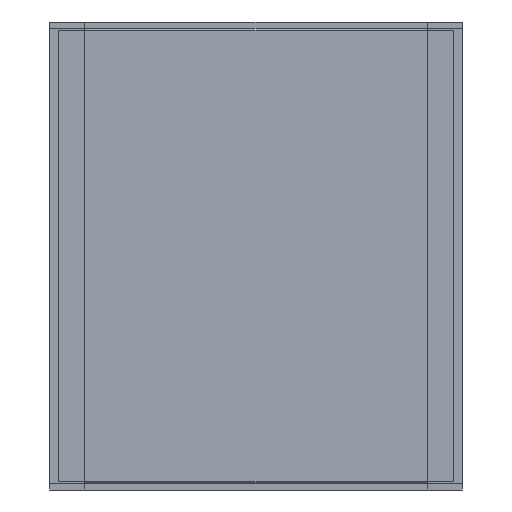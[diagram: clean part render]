
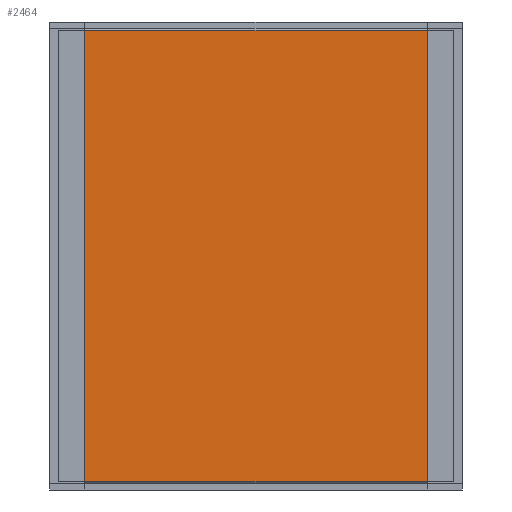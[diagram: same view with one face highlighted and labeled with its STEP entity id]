
A CAD part, front view. The second image highlights one B-rep face of the part: STEP entity #2464.
In plain terms, the highlighted planar face has unit normal (0, -1, 0).
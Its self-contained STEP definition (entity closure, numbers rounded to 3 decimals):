
#634 = VERTEX_POINT('',#635);
#635 = CARTESIAN_POINT('',(-41.5,-50.,-54.75));
#707 = VERTEX_POINT('',#708);
#708 = CARTESIAN_POINT('',(-41.5,-50.,54.75));
#750 = PLANE('',#751);
#751 = AXIS2_PLACEMENT_3D('',#752,#753,#754);
#752 = CARTESIAN_POINT('',(-50.,-50.,-56.75));
#753 = DIRECTION('',(0.,1.,0.));
#754 = DIRECTION('',(0.,0.,1.));
#1555 = PLANE('',#1556);
#1556 = AXIS2_PLACEMENT_3D('',#1557,#1558,#1559);
#1557 = CARTESIAN_POINT('',(-50.,-49.,-55.75));
#1558 = DIRECTION('',(0.,-0.707,-0.707));
#1559 = DIRECTION('',(-1.,-0.,-0.));
#1572 = EDGE_CURVE('',#634,#707,#1573,.T.);
#1573 = SURFACE_CURVE('',#1574,(#1578,#1585),.PCURVE_S1.);
#1574 = LINE('',#1575,#1576);
#1575 = CARTESIAN_POINT('',(-41.5,-50.,-56.75));
#1576 = VECTOR('',#1577,1.);
#1577 = DIRECTION('',(0.,0.,1.));
#1578 = PCURVE('',#750,#1579);
#1579 = DEFINITIONAL_REPRESENTATION('',(#1580),#1584);
#1580 = LINE('',#1581,#1582);
#1581 = CARTESIAN_POINT('',(0.,8.5));
#1582 = VECTOR('',#1583,1.);
#1583 = DIRECTION('',(1.,0.));
#1584 = ( GEOMETRIC_REPRESENTATION_CONTEXT(2) 
PARAMETRIC_REPRESENTATION_CONTEXT() REPRESENTATION_CONTEXT('2D SPACE',''
  ) );
#1585 = PCURVE('',#1586,#1591);
#1586 = PLANE('',#1587);
#1587 = AXIS2_PLACEMENT_3D('',#1588,#1589,#1590);
#1588 = CARTESIAN_POINT('',(-50.,-50.,-56.75));
#1589 = DIRECTION('',(0.,1.,0.));
#1590 = DIRECTION('',(0.,0.,1.));
#1591 = DEFINITIONAL_REPRESENTATION('',(#1592),#1596);
#1592 = LINE('',#1593,#1594);
#1593 = CARTESIAN_POINT('',(0.,8.5));
#1594 = VECTOR('',#1595,1.);
#1595 = DIRECTION('',(1.,0.));
#1596 = ( GEOMETRIC_REPRESENTATION_CONTEXT(2) 
PARAMETRIC_REPRESENTATION_CONTEXT() REPRESENTATION_CONTEXT('2D SPACE',''
  ) );
#1617 = PLANE('',#1618);
#1618 = AXIS2_PLACEMENT_3D('',#1619,#1620,#1621);
#1619 = CARTESIAN_POINT('',(-50.,-49.,55.75));
#1620 = DIRECTION('',(0.,0.707,-0.707));
#1621 = DIRECTION('',(-1.,0.,0.));
#2393 = EDGE_CURVE('',#634,#2394,#2396,.T.);
#2394 = VERTEX_POINT('',#2395);
#2395 = CARTESIAN_POINT('',(41.5,-50.,-54.75));
#2396 = SURFACE_CURVE('',#2397,(#2401,#2408),.PCURVE_S1.);
#2397 = LINE('',#2398,#2399);
#2398 = CARTESIAN_POINT('',(-50.,-50.,-54.75));
#2399 = VECTOR('',#2400,1.);
#2400 = DIRECTION('',(1.,0.,0.));
#2401 = PCURVE('',#1555,#2402);
#2402 = DEFINITIONAL_REPRESENTATION('',(#2403),#2407);
#2403 = LINE('',#2404,#2405);
#2404 = CARTESIAN_POINT('',(-0.,-1.414));
#2405 = VECTOR('',#2406,1.);
#2406 = DIRECTION('',(-1.,0.));
#2407 = ( GEOMETRIC_REPRESENTATION_CONTEXT(2) 
PARAMETRIC_REPRESENTATION_CONTEXT() REPRESENTATION_CONTEXT('2D SPACE',''
  ) );
#2408 = PCURVE('',#1586,#2409);
#2409 = DEFINITIONAL_REPRESENTATION('',(#2410),#2414);
#2410 = LINE('',#2411,#2412);
#2411 = CARTESIAN_POINT('',(2.,0.));
#2412 = VECTOR('',#2413,1.);
#2413 = DIRECTION('',(0.,1.));
#2414 = ( GEOMETRIC_REPRESENTATION_CONTEXT(2) 
PARAMETRIC_REPRESENTATION_CONTEXT() REPRESENTATION_CONTEXT('2D SPACE',''
  ) );
#2464 = ADVANCED_FACE('',(#2465),#1586,.F.);
#2465 = FACE_BOUND('',#2466,.F.);
#2466 = EDGE_LOOP('',(#2467,#2468,#2469,#2492));
#2467 = ORIENTED_EDGE('',*,*,#2393,.F.);
#2468 = ORIENTED_EDGE('',*,*,#1572,.T.);
#2469 = ORIENTED_EDGE('',*,*,#2470,.T.);
#2470 = EDGE_CURVE('',#707,#2471,#2473,.T.);
#2471 = VERTEX_POINT('',#2472);
#2472 = CARTESIAN_POINT('',(41.5,-50.,54.75));
#2473 = SURFACE_CURVE('',#2474,(#2478,#2485),.PCURVE_S1.);
#2474 = LINE('',#2475,#2476);
#2475 = CARTESIAN_POINT('',(-50.,-50.,54.75));
#2476 = VECTOR('',#2477,1.);
#2477 = DIRECTION('',(1.,0.,0.));
#2478 = PCURVE('',#1586,#2479);
#2479 = DEFINITIONAL_REPRESENTATION('',(#2480),#2484);
#2480 = LINE('',#2481,#2482);
#2481 = CARTESIAN_POINT('',(111.5,0.));
#2482 = VECTOR('',#2483,1.);
#2483 = DIRECTION('',(0.,1.));
#2484 = ( GEOMETRIC_REPRESENTATION_CONTEXT(2) 
PARAMETRIC_REPRESENTATION_CONTEXT() REPRESENTATION_CONTEXT('2D SPACE',''
  ) );
#2485 = PCURVE('',#1617,#2486);
#2486 = DEFINITIONAL_REPRESENTATION('',(#2487),#2491);
#2487 = LINE('',#2488,#2489);
#2488 = CARTESIAN_POINT('',(-0.,-1.414));
#2489 = VECTOR('',#2490,1.);
#2490 = DIRECTION('',(-1.,0.));
#2491 = ( GEOMETRIC_REPRESENTATION_CONTEXT(2) 
PARAMETRIC_REPRESENTATION_CONTEXT() REPRESENTATION_CONTEXT('2D SPACE',''
  ) );
#2492 = ORIENTED_EDGE('',*,*,#2493,.F.);
#2493 = EDGE_CURVE('',#2394,#2471,#2494,.T.);
#2494 = SURFACE_CURVE('',#2495,(#2499,#2506),.PCURVE_S1.);
#2495 = LINE('',#2496,#2497);
#2496 = CARTESIAN_POINT('',(41.5,-50.,-56.75));
#2497 = VECTOR('',#2498,1.);
#2498 = DIRECTION('',(0.,0.,1.));
#2499 = PCURVE('',#1586,#2500);
#2500 = DEFINITIONAL_REPRESENTATION('',(#2501),#2505);
#2501 = LINE('',#2502,#2503);
#2502 = CARTESIAN_POINT('',(0.,91.5));
#2503 = VECTOR('',#2504,1.);
#2504 = DIRECTION('',(1.,0.));
#2505 = ( GEOMETRIC_REPRESENTATION_CONTEXT(2) 
PARAMETRIC_REPRESENTATION_CONTEXT() REPRESENTATION_CONTEXT('2D SPACE',''
  ) );
#2506 = PCURVE('',#2507,#2512);
#2507 = PLANE('',#2508);
#2508 = AXIS2_PLACEMENT_3D('',#2509,#2510,#2511);
#2509 = CARTESIAN_POINT('',(-50.,-50.,-56.75));
#2510 = DIRECTION('',(0.,1.,0.));
#2511 = DIRECTION('',(0.,0.,1.));
#2512 = DEFINITIONAL_REPRESENTATION('',(#2513),#2517);
#2513 = LINE('',#2514,#2515);
#2514 = CARTESIAN_POINT('',(0.,91.5));
#2515 = VECTOR('',#2516,1.);
#2516 = DIRECTION('',(1.,0.));
#2517 = ( GEOMETRIC_REPRESENTATION_CONTEXT(2) 
PARAMETRIC_REPRESENTATION_CONTEXT() REPRESENTATION_CONTEXT('2D SPACE',''
  ) );
